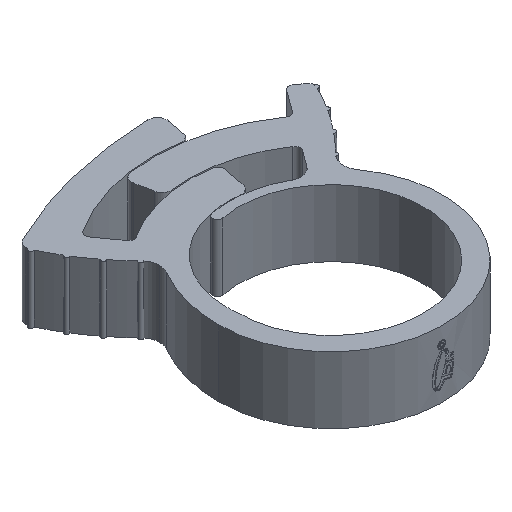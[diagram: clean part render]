
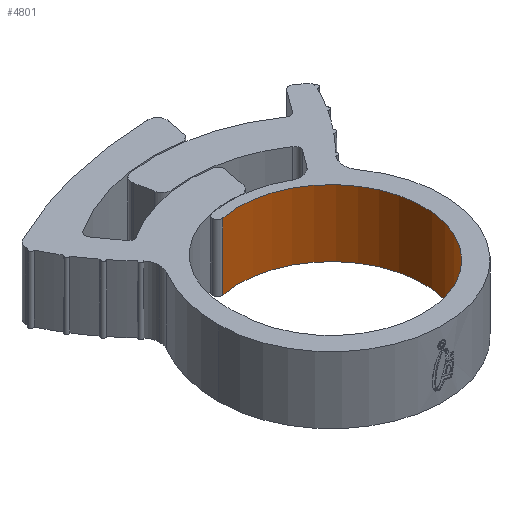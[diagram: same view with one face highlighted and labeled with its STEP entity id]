
A CAD part, isometric view. The second image highlights one B-rep face of the part: STEP entity #4801.
In plain terms, the highlighted cylindrical face has radius 9.7 mm (diameter 19.4 mm), a partial arc.
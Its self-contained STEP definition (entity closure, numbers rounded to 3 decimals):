
#88 = VERTEX_POINT ( 'NONE', #4007 ) ;
#142 = VECTOR ( 'NONE', #3253, 1000. ) ;
#246 = CIRCLE ( 'NONE', #5481, 9.7 ) ;
#358 = EDGE_LOOP ( 'NONE', ( #4208, #719, #1234, #4048 ) ) ;
#548 = EDGE_CURVE ( 'NONE', #3450, #88, #246, .T. ) ;
#719 = ORIENTED_EDGE ( 'NONE', *, *, #3726, .F. ) ;
#750 = DIRECTION ( 'NONE',  ( 0., 0., -1. ) ) ;
#818 = VERTEX_POINT ( 'NONE', #3327 ) ;
#1137 = FACE_OUTER_BOUND ( 'NONE', #358, .T. ) ;
#1232 = AXIS2_PLACEMENT_3D ( 'NONE', #2963, #2990, #3898 ) ;
#1234 = ORIENTED_EDGE ( 'NONE', *, *, #6275, .F. ) ;
#1665 = EDGE_CURVE ( 'NONE', #4951, #3450, #4690, .T. ) ;
#2140 = DIRECTION ( 'NONE',  ( -1., 0., 0. ) ) ;
#2645 = CYLINDRICAL_SURFACE ( 'NONE', #4564, 9.7 ) ;
#2734 = VECTOR ( 'NONE', #750, 1000. ) ;
#2848 = CARTESIAN_POINT ( 'NONE',  ( -1.85, 9.522, -3.5 ) ) ;
#2963 = CARTESIAN_POINT ( 'NONE',  ( 0., 0., 3.5 ) ) ;
#2990 = DIRECTION ( 'NONE',  ( 0., 0., -1. ) ) ;
#3253 = DIRECTION ( 'NONE',  ( 0., 0., -1. ) ) ;
#3327 = CARTESIAN_POINT ( 'NONE',  ( -9.7, 0., 3.5 ) ) ;
#3416 = CARTESIAN_POINT ( 'NONE',  ( 0., 0., -3.5 ) ) ;
#3450 = VERTEX_POINT ( 'NONE', #2848 ) ;
#3709 = LINE ( 'NONE', #5272, #2734 ) ;
#3726 = EDGE_CURVE ( 'NONE', #818, #88, #3709, .T. ) ;
#3898 = DIRECTION ( 'NONE',  ( -1., 0., 0. ) ) ;
#4007 = CARTESIAN_POINT ( 'NONE',  ( -9.7, 0., -3.5 ) ) ;
#4048 = ORIENTED_EDGE ( 'NONE', *, *, #1665, .T. ) ;
#4135 = CARTESIAN_POINT ( 'NONE',  ( 0., 0., 3.5 ) ) ;
#4208 = ORIENTED_EDGE ( 'NONE', *, *, #548, .T. ) ;
#4295 = CARTESIAN_POINT ( 'NONE',  ( -1.85, 9.522, 3.5 ) ) ;
#4564 = AXIS2_PLACEMENT_3D ( 'NONE', #4135, #5220, #2140 ) ;
#4690 = LINE ( 'NONE', #6220, #142 ) ;
#4801 = ADVANCED_FACE ( 'NONE', ( #1137 ), #2645, .F. ) ;
#4951 = VERTEX_POINT ( 'NONE', #4295 ) ;
#5220 = DIRECTION ( 'NONE',  ( 0., 0., -1. ) ) ;
#5272 = CARTESIAN_POINT ( 'NONE',  ( -9.7, 0., 3.5 ) ) ;
#5481 = AXIS2_PLACEMENT_3D ( 'NONE', #3416, #6448, #6539 ) ;
#6140 = CIRCLE ( 'NONE', #1232, 9.7 ) ;
#6220 = CARTESIAN_POINT ( 'NONE',  ( -1.85, 9.522, 3.5 ) ) ;
#6275 = EDGE_CURVE ( 'NONE', #4951, #818, #6140, .T. ) ;
#6448 = DIRECTION ( 'NONE',  ( 0., 0., -1. ) ) ;
#6539 = DIRECTION ( 'NONE',  ( -1., 0., 0. ) ) ;
